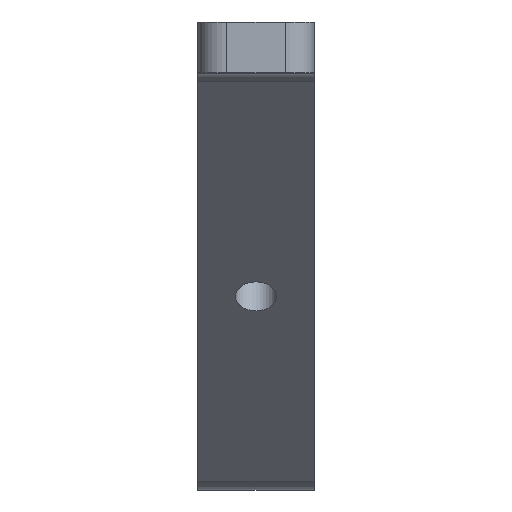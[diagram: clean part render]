
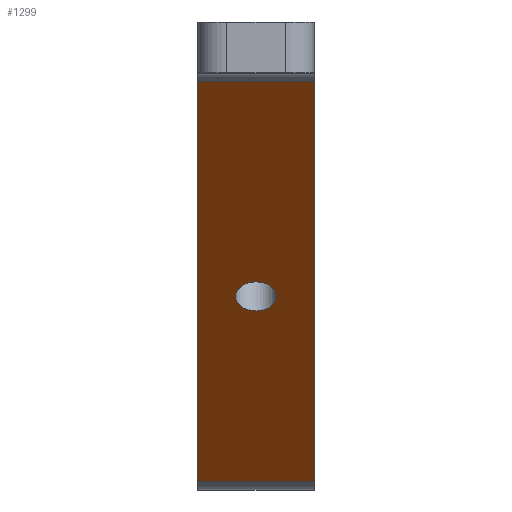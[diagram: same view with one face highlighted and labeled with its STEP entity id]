
A CAD part, top view. The second image highlights one B-rep face of the part: STEP entity #1299.
In plain terms, the highlighted planar face has unit normal (0, -0.707, 0.707).
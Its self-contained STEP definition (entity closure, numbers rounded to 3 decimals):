
#159 = PLANE('',#160);
#160 = AXIS2_PLACEMENT_3D('',#161,#162,#163);
#161 = CARTESIAN_POINT('',(-4.,-17.326,12.816));
#162 = DIRECTION('',(1.,0.,0.));
#163 = DIRECTION('',(0.,0.,1.));
#215 = PLANE('',#216);
#216 = AXIS2_PLACEMENT_3D('',#217,#218,#219);
#217 = CARTESIAN_POINT('',(4.,-17.326,12.816));
#218 = DIRECTION('',(1.,0.,0.));
#219 = DIRECTION('',(0.,0.,1.));
#494 = CYLINDRICAL_SURFACE('',#495,2.);
#495 = AXIS2_PLACEMENT_3D('',#496,#497,#498);
#496 = CARTESIAN_POINT('',(-4.,-13.,24.778));
#497 = DIRECTION('',(1.,0.,0.));
#498 = DIRECTION('',(0.,1.,0.));
#559 = VERTEX_POINT('',#560);
#560 = CARTESIAN_POINT('',(-4.,-11.586,23.364));
#586 = EDGE_CURVE('',#559,#587,#589,.T.);
#587 = VERTEX_POINT('',#588);
#588 = CARTESIAN_POINT('',(-4.,-39.036,-4.086));
#589 = SURFACE_CURVE('',#590,(#594,#601),.PCURVE_S1.);
#590 = LINE('',#591,#592);
#591 = CARTESIAN_POINT('',(-4.,-11.,23.95));
#592 = VECTOR('',#593,1.);
#593 = DIRECTION('',(0.,-0.707,-0.707)
  );
#594 = PCURVE('',#159,#595);
#595 = DEFINITIONAL_REPRESENTATION('',(#596),#600);
#596 = LINE('',#597,#598);
#597 = CARTESIAN_POINT('',(11.133,-6.326));
#598 = VECTOR('',#599,1.);
#599 = DIRECTION('',(-0.707,0.707));
#600 = ( GEOMETRIC_REPRESENTATION_CONTEXT(2) 
PARAMETRIC_REPRESENTATION_CONTEXT() REPRESENTATION_CONTEXT('2D SPACE',''
  ) );
#601 = PCURVE('',#602,#607);
#602 = PLANE('',#603);
#603 = AXIS2_PLACEMENT_3D('',#604,#605,#606);
#604 = CARTESIAN_POINT('',(-4.,-11.,23.95));
#605 = DIRECTION('',(0.,0.707,-0.707));
#606 = DIRECTION('',(0.,-0.707,-0.707)
  );
#607 = DEFINITIONAL_REPRESENTATION('',(#608),#612);
#608 = LINE('',#609,#610);
#609 = CARTESIAN_POINT('',(0.,0.));
#610 = VECTOR('',#611,1.);
#611 = DIRECTION('',(1.,0.));
#612 = ( GEOMETRIC_REPRESENTATION_CONTEXT(2) 
PARAMETRIC_REPRESENTATION_CONTEXT() REPRESENTATION_CONTEXT('2D SPACE',''
  ) );
#635 = CYLINDRICAL_SURFACE('',#636,2.);
#636 = AXIS2_PLACEMENT_3D('',#637,#638,#639);
#637 = CARTESIAN_POINT('',(-4.,-37.621,-5.5));
#638 = DIRECTION('',(1.,0.,0.));
#639 = DIRECTION('',(0.,0.,-1.));
#943 = VERTEX_POINT('',#944);
#944 = CARTESIAN_POINT('',(4.,-11.586,23.364));
#970 = EDGE_CURVE('',#943,#971,#973,.T.);
#971 = VERTEX_POINT('',#972);
#972 = CARTESIAN_POINT('',(4.,-39.036,-4.086));
#973 = SURFACE_CURVE('',#974,(#978,#985),.PCURVE_S1.);
#974 = LINE('',#975,#976);
#975 = CARTESIAN_POINT('',(4.,-11.,23.95));
#976 = VECTOR('',#977,1.);
#977 = DIRECTION('',(0.,-0.707,-0.707)
  );
#978 = PCURVE('',#215,#979);
#979 = DEFINITIONAL_REPRESENTATION('',(#980),#984);
#980 = LINE('',#981,#982);
#981 = CARTESIAN_POINT('',(11.133,-6.326));
#982 = VECTOR('',#983,1.);
#983 = DIRECTION('',(-0.707,0.707));
#984 = ( GEOMETRIC_REPRESENTATION_CONTEXT(2) 
PARAMETRIC_REPRESENTATION_CONTEXT() REPRESENTATION_CONTEXT('2D SPACE',''
  ) );
#985 = PCURVE('',#602,#986);
#986 = DEFINITIONAL_REPRESENTATION('',(#987),#991);
#987 = LINE('',#988,#989);
#988 = CARTESIAN_POINT('',(0.,-8.));
#989 = VECTOR('',#990,1.);
#990 = DIRECTION('',(1.,0.));
#991 = ( GEOMETRIC_REPRESENTATION_CONTEXT(2) 
PARAMETRIC_REPRESENTATION_CONTEXT() REPRESENTATION_CONTEXT('2D SPACE',''
  ) );
#1277 = EDGE_CURVE('',#559,#943,#1278,.T.);
#1278 = SURFACE_CURVE('',#1279,(#1283,#1290),.PCURVE_S1.);
#1279 = LINE('',#1280,#1281);
#1280 = CARTESIAN_POINT('',(-4.,-11.586,23.364));
#1281 = VECTOR('',#1282,1.);
#1282 = DIRECTION('',(1.,0.,0.));
#1283 = PCURVE('',#494,#1284);
#1284 = DEFINITIONAL_REPRESENTATION('',(#1285),#1289);
#1285 = LINE('',#1286,#1287);
#1286 = CARTESIAN_POINT('',(-0.785,0.));
#1287 = VECTOR('',#1288,1.);
#1288 = DIRECTION('',(-0.,1.));
#1289 = ( GEOMETRIC_REPRESENTATION_CONTEXT(2) 
PARAMETRIC_REPRESENTATION_CONTEXT() REPRESENTATION_CONTEXT('2D SPACE',''
  ) );
#1290 = PCURVE('',#602,#1291);
#1291 = DEFINITIONAL_REPRESENTATION('',(#1292),#1296);
#1292 = LINE('',#1293,#1294);
#1293 = CARTESIAN_POINT('',(0.828,0.));
#1294 = VECTOR('',#1295,1.);
#1295 = DIRECTION('',(0.,-1.));
#1296 = ( GEOMETRIC_REPRESENTATION_CONTEXT(2) 
PARAMETRIC_REPRESENTATION_CONTEXT() REPRESENTATION_CONTEXT('2D SPACE',''
  ) );
#1299 = ADVANCED_FACE('',(#1300,#1326),#602,.F.);
#1300 = FACE_BOUND('',#1301,.F.);
#1301 = EDGE_LOOP('',(#1302,#1303,#1304,#1305));
#1302 = ORIENTED_EDGE('',*,*,#586,.F.);
#1303 = ORIENTED_EDGE('',*,*,#1277,.T.);
#1304 = ORIENTED_EDGE('',*,*,#970,.T.);
#1305 = ORIENTED_EDGE('',*,*,#1306,.F.);
#1306 = EDGE_CURVE('',#587,#971,#1307,.T.);
#1307 = SURFACE_CURVE('',#1308,(#1312,#1319),.PCURVE_S1.);
#1308 = LINE('',#1309,#1310);
#1309 = CARTESIAN_POINT('',(-4.,-39.036,-4.086));
#1310 = VECTOR('',#1311,1.);
#1311 = DIRECTION('',(1.,0.,0.));
#1312 = PCURVE('',#602,#1313);
#1313 = DEFINITIONAL_REPRESENTATION('',(#1314),#1318);
#1314 = LINE('',#1315,#1316);
#1315 = CARTESIAN_POINT('',(39.648,0.));
#1316 = VECTOR('',#1317,1.);
#1317 = DIRECTION('',(0.,-1.));
#1318 = ( GEOMETRIC_REPRESENTATION_CONTEXT(2) 
PARAMETRIC_REPRESENTATION_CONTEXT() REPRESENTATION_CONTEXT('2D SPACE',''
  ) );
#1319 = PCURVE('',#635,#1320);
#1320 = DEFINITIONAL_REPRESENTATION('',(#1321),#1325);
#1321 = LINE('',#1322,#1323);
#1322 = CARTESIAN_POINT('',(-2.356,0.));
#1323 = VECTOR('',#1324,1.);
#1324 = DIRECTION('',(-0.,1.));
#1325 = ( GEOMETRIC_REPRESENTATION_CONTEXT(2) 
PARAMETRIC_REPRESENTATION_CONTEXT() REPRESENTATION_CONTEXT('2D SPACE',''
  ) );
#1326 = FACE_BOUND('',#1327,.F.);
#1327 = EDGE_LOOP('',(#1328));
#1328 = ORIENTED_EDGE('',*,*,#1329,.T.);
#1329 = EDGE_CURVE('',#1330,#1330,#1332,.T.);
#1330 = VERTEX_POINT('',#1331);
#1331 = CARTESIAN_POINT('',(0.,-27.304,
    7.646));
#1332 = SURFACE_CURVE('',#1333,(#1338,#1349),.PCURVE_S1.);
#1333 = CIRCLE('',#1334,1.4);
#1334 = AXIS2_PLACEMENT_3D('',#1335,#1336,#1337);
#1335 = CARTESIAN_POINT('',(0.,-26.314,
    8.636));
#1336 = DIRECTION('',(0.,-0.707,0.707
    ));
#1337 = DIRECTION('',(0.,-0.707,-0.707
    ));
#1338 = PCURVE('',#602,#1339);
#1339 = DEFINITIONAL_REPRESENTATION('',(#1340),#1348);
#1340 = ( BOUNDED_CURVE() B_SPLINE_CURVE(2,(#1341,#1342,#1343,#1344,
#1345,#1346,#1347),.UNSPECIFIED.,.T.,.F.) B_SPLINE_CURVE_WITH_KNOTS((1,2
    ,2,2,2,1),(-2.094,0.,2.094,4.189,
6.283,8.378),.UNSPECIFIED.) CURVE() 
GEOMETRIC_REPRESENTATION_ITEM() RATIONAL_B_SPLINE_CURVE((1.,0.5,1.,0.5,
1.,0.5,1.)) REPRESENTATION_ITEM('') );
#1341 = CARTESIAN_POINT('',(23.057,-4.));
#1342 = CARTESIAN_POINT('',(23.057,-6.425));
#1343 = CARTESIAN_POINT('',(20.957,-5.212));
#1344 = CARTESIAN_POINT('',(18.857,-4.));
#1345 = CARTESIAN_POINT('',(20.957,-2.788));
#1346 = CARTESIAN_POINT('',(23.057,-1.575));
#1347 = CARTESIAN_POINT('',(23.057,-4.));
#1348 = ( GEOMETRIC_REPRESENTATION_CONTEXT(2) 
PARAMETRIC_REPRESENTATION_CONTEXT() REPRESENTATION_CONTEXT('2D SPACE',''
  ) );
#1349 = PCURVE('',#1350,#1355);
#1350 = CYLINDRICAL_SURFACE('',#1351,1.4);
#1351 = AXIS2_PLACEMENT_3D('',#1352,#1353,#1354);
#1352 = CARTESIAN_POINT('',(0.,-22.071,
    4.393));
#1353 = DIRECTION('',(0.,-0.707,0.707
    ));
#1354 = DIRECTION('',(0.,-0.707,-0.707
    ));
#1355 = DEFINITIONAL_REPRESENTATION('',(#1356),#1360);
#1356 = LINE('',#1357,#1358);
#1357 = CARTESIAN_POINT('',(0.,6.));
#1358 = VECTOR('',#1359,1.);
#1359 = DIRECTION('',(1.,0.));
#1360 = ( GEOMETRIC_REPRESENTATION_CONTEXT(2) 
PARAMETRIC_REPRESENTATION_CONTEXT() REPRESENTATION_CONTEXT('2D SPACE',''
  ) );
